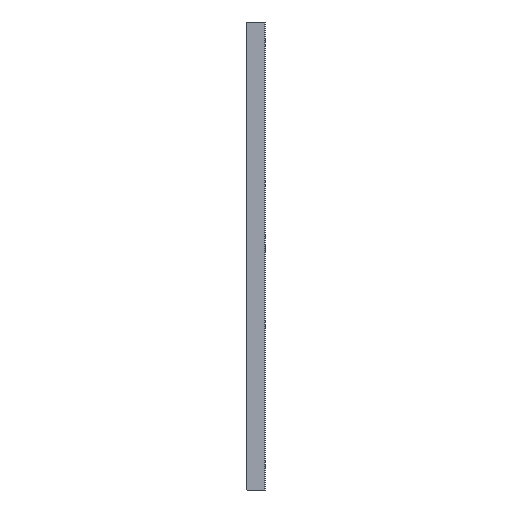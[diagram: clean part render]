
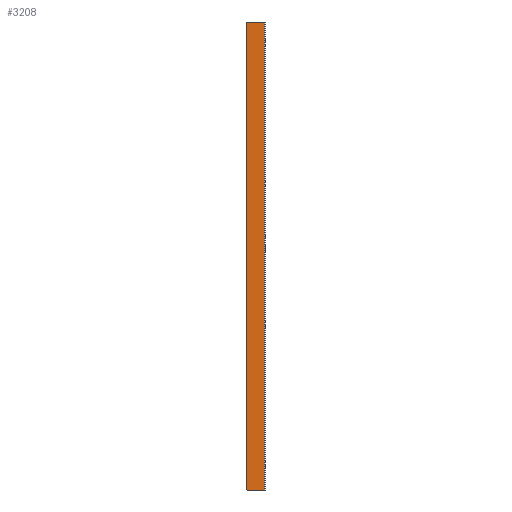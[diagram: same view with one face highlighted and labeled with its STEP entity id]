
A CAD part, left-side view. The second image highlights one B-rep face of the part: STEP entity #3208.
In plain terms, the highlighted planar face has unit normal (-1, 0, 0).
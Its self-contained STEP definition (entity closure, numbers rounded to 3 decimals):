
#1066=DIRECTION('',(0.,-0.707,0.707));
#1067=VECTOR('',#1066,2.828);
#1068=CARTESIAN_POINT('',(-150.,78.,998.));
#1069=LINE('',#1068,#1067);
#1073=DIRECTION('',(0.,0.,1.));
#1074=VECTOR('',#1073,2000.);
#1075=CARTESIAN_POINT('',(-150.,3.,-1000.));
#1076=LINE('',#1075,#1074);
#1080=DIRECTION('',(0.,0.707,0.707));
#1081=VECTOR('',#1080,2.828);
#1082=CARTESIAN_POINT('',(-150.,76.,-1000.));
#1083=LINE('',#1082,#1081);
#1094=DIRECTION('',(0.,0.,1.));
#1095=VECTOR('',#1094,1996.);
#1096=CARTESIAN_POINT('',(-150.,78.,-998.));
#1097=LINE('',#1096,#1095);
#1122=DIRECTION('',(0.,1.,0.));
#1123=VECTOR('',#1122,73.);
#1124=CARTESIAN_POINT('',(-150.,3.,-1000.));
#1125=LINE('',#1124,#1123);
#1208=DIRECTION('',(0.,1.,0.));
#1209=VECTOR('',#1208,73.);
#1210=CARTESIAN_POINT('',(-150.,3.,1000.));
#1211=LINE('',#1210,#1209);
#2455=CARTESIAN_POINT('',(-150.,78.,998.));
#2456=CARTESIAN_POINT('',(-150.,76.,1000.));
#2457=VERTEX_POINT('',#2455);
#2458=VERTEX_POINT('',#2456);
#2463=CARTESIAN_POINT('',(-150.,76.,-1000.));
#2464=CARTESIAN_POINT('',(-150.,78.,-998.));
#2465=VERTEX_POINT('',#2463);
#2466=VERTEX_POINT('',#2464);
#2471=CARTESIAN_POINT('',(-150.,3.,-1000.));
#2472=VERTEX_POINT('',#2471);
#2473=CARTESIAN_POINT('',(-150.,3.,1000.));
#2474=VERTEX_POINT('',#2473);
#3190=CARTESIAN_POINT('',(-150.,3.,-1000.));
#3191=DIRECTION('',(1.,0.,0.));
#3192=DIRECTION('',(0.,1.,0.));
#3193=AXIS2_PLACEMENT_3D('',#3190,#3191,#3192);
#3194=PLANE('',#3193);
#3196=ORIENTED_EDGE('',*,*,#3195,.T.);
#3198=ORIENTED_EDGE('',*,*,#3197,.F.);
#3199=ORIENTED_EDGE('',*,*,#3182,.F.);
#3201=ORIENTED_EDGE('',*,*,#3200,.T.);
#3203=ORIENTED_EDGE('',*,*,#3202,.T.);
#3205=ORIENTED_EDGE('',*,*,#3204,.T.);
#3206=EDGE_LOOP('',(#3196,#3198,#3199,#3201,#3203,#3205));
#3207=FACE_OUTER_BOUND('',#3206,.F.);
#3182=EDGE_CURVE('',#2472,#2474,#1076,.T.);
#3195=EDGE_CURVE('',#2457,#2458,#1069,.T.);
#3197=EDGE_CURVE('',#2474,#2458,#1211,.T.);
#3200=EDGE_CURVE('',#2472,#2465,#1125,.T.);
#3202=EDGE_CURVE('',#2465,#2466,#1083,.T.);
#3204=EDGE_CURVE('',#2466,#2457,#1097,.T.);
#3208=ADVANCED_FACE('',(#3207),#3194,.F.);
